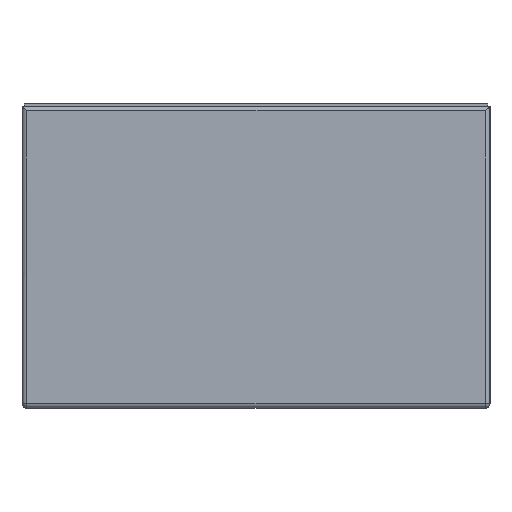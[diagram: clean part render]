
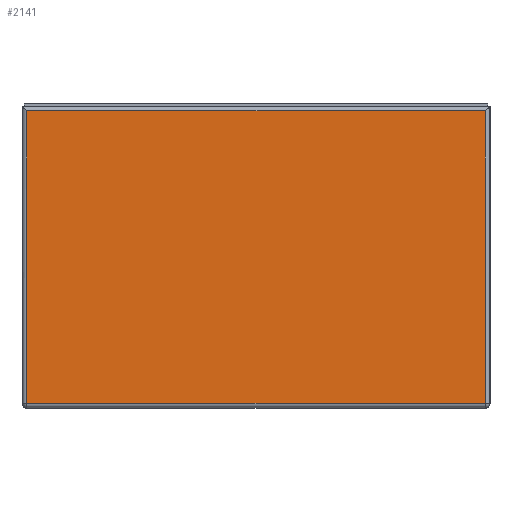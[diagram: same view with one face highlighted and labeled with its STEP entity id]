
A CAD part, left-side view. The second image highlights one B-rep face of the part: STEP entity #2141.
In plain terms, the highlighted planar face has unit normal (-1, 0, 0).
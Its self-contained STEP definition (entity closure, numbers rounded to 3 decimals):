
#943 = DIRECTION ( 'NONE',  ( 1., 0., 0. ) ) ;
#1033 = CARTESIAN_POINT ( 'NONE',  ( -0.2, 0.098, -0.113 ) ) ;
#1040 = AXIS2_PLACEMENT_3D ( 'NONE', #10633, #943, #4839 ) ;
#1194 = VERTEX_POINT ( 'NONE', #1308 ) ;
#1308 = CARTESIAN_POINT ( 'NONE',  ( -0.2, -0.098, 0.012 ) ) ;
#1404 = CARTESIAN_POINT ( 'NONE',  ( -0.2, 0.098, 0.015 ) ) ;
#1470 = EDGE_LOOP ( 'NONE', ( #3431, #2043, #3967, #9860 ) ) ;
#1905 = FACE_OUTER_BOUND ( 'NONE', #1470, .T. ) ;
#2043 = ORIENTED_EDGE ( 'NONE', *, *, #6812, .T. ) ;
#2141 = ADVANCED_FACE ( 'NONE', ( #1905 ), #6740, .F. ) ;
#2983 = EDGE_CURVE ( 'NONE', #1194, #3218, #5433, .T. ) ;
#3214 = EDGE_CURVE ( 'NONE', #6829, #4583, #7203, .T. ) ;
#3218 = VERTEX_POINT ( 'NONE', #10193 ) ;
#3431 = ORIENTED_EDGE ( 'NONE', *, *, #3214, .T. ) ;
#3967 = ORIENTED_EDGE ( 'NONE', *, *, #2983, .T. ) ;
#4153 = CARTESIAN_POINT ( 'NONE',  ( -0.2, 0.1, -0.113 ) ) ;
#4583 = VERTEX_POINT ( 'NONE', #12337 ) ;
#4839 = DIRECTION ( 'NONE',  ( 0., 0., -1. ) ) ;
#5319 = EDGE_CURVE ( 'NONE', #3218, #6829, #6187, .T. ) ;
#5344 = DIRECTION ( 'NONE',  ( 0., -1., 0. ) ) ;
#5433 = LINE ( 'NONE', #6340, #11628 ) ;
#6187 = LINE ( 'NONE', #1404, #10744 ) ;
#6340 = CARTESIAN_POINT ( 'NONE',  ( -0.2, 0.1, 0.012 ) ) ;
#6640 = LINE ( 'NONE', #11543, #7446 ) ;
#6740 = PLANE ( 'NONE',  #1040 ) ;
#6812 = EDGE_CURVE ( 'NONE', #4583, #1194, #6640, .T. ) ;
#6829 = VERTEX_POINT ( 'NONE', #1033 ) ;
#7203 = LINE ( 'NONE', #4153, #10619 ) ;
#7446 = VECTOR ( 'NONE', #10536, 1000. ) ;
#8325 = DIRECTION ( 'NONE',  ( 0., 0., -1. ) ) ;
#9313 = DIRECTION ( 'NONE',  ( 0., 1., 0. ) ) ;
#9860 = ORIENTED_EDGE ( 'NONE', *, *, #5319, .T. ) ;
#10193 = CARTESIAN_POINT ( 'NONE',  ( -0.2, 0.098, 0.012 ) ) ;
#10536 = DIRECTION ( 'NONE',  ( 0., 0., 1. ) ) ;
#10619 = VECTOR ( 'NONE', #5344, 1000. ) ;
#10633 = CARTESIAN_POINT ( 'NONE',  ( -0.2, 0.1, 0.015 ) ) ;
#10744 = VECTOR ( 'NONE', #8325, 1000. ) ;
#11543 = CARTESIAN_POINT ( 'NONE',  ( -0.2, -0.098, 0.015 ) ) ;
#11628 = VECTOR ( 'NONE', #9313, 1000. ) ;
#12337 = CARTESIAN_POINT ( 'NONE',  ( -0.2, -0.098, -0.113 ) ) ;
